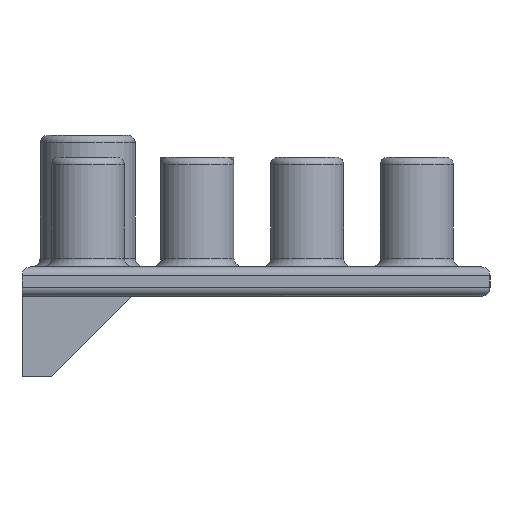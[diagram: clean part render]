
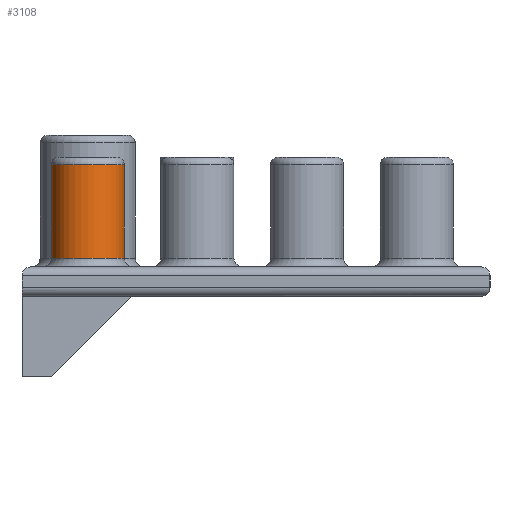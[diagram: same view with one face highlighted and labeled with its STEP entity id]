
A CAD part, left-side view. The second image highlights one B-rep face of the part: STEP entity #3108.
In plain terms, the highlighted cylindrical face has radius 5 mm (diameter 10 mm), a full revolution.
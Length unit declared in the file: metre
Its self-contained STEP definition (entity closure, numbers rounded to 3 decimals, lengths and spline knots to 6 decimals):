
#113=CYLINDRICAL_SURFACE('',#3464,0.005);
#260=CIRCLE('',#3465,0.005);
#261=CIRCLE('',#3466,0.005);
#578=ORIENTED_EDGE('',*,*,#1234,.T.);
#579=ORIENTED_EDGE('',*,*,#1235,.T.);
#1234=EDGE_CURVE('',#1559,#1559,#260,.F.);
#1235=EDGE_CURVE('',#1560,#1560,#261,.T.);
#1559=VERTEX_POINT('',#5353);
#1560=VERTEX_POINT('',#5355);
#1928=EDGE_LOOP('',(#578));
#1929=EDGE_LOOP('',(#579));
#2488=FACE_BOUND('',#1928,.T.);
#2489=FACE_BOUND('',#1929,.T.);
#3108=ADVANCED_FACE('',(#2488,#2489),#113,.T.);
#3464=AXIS2_PLACEMENT_3D('',#5351,#4133,#4134);
#3465=AXIS2_PLACEMENT_3D('',#5352,#4135,#4136);
#3466=AXIS2_PLACEMENT_3D('',#5354,#4137,#4138);
#4133=DIRECTION('',(0.,0.,-1.));
#4134=DIRECTION('',(-1.,0.,0.));
#4135=DIRECTION('',(0.,0.,1.));
#4136=DIRECTION('',(1.,0.,0.));
#4137=DIRECTION('',(0.,0.,1.));
#4138=DIRECTION('',(1.,0.,0.));
#5351=CARTESIAN_POINT('',(-0.081065,0.023012,0.015));
#5352=CARTESIAN_POINT('',(-0.081065,0.023012,0.014));
#5353=CARTESIAN_POINT('',(-0.076065,0.023012,0.014));
#5354=CARTESIAN_POINT('',(-0.081065,0.023012,0.0012));
#5355=CARTESIAN_POINT('',(-0.076065,0.023012,0.0012));
